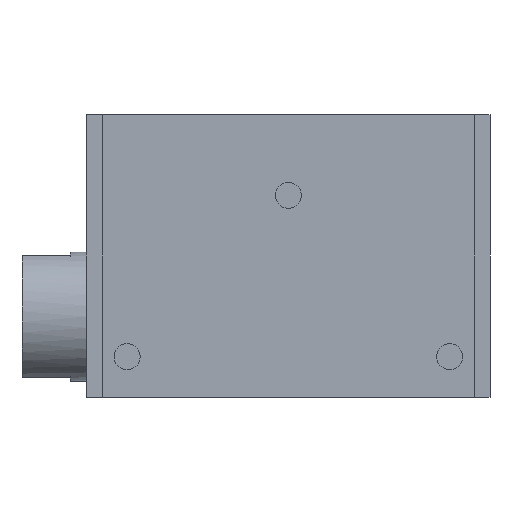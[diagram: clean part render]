
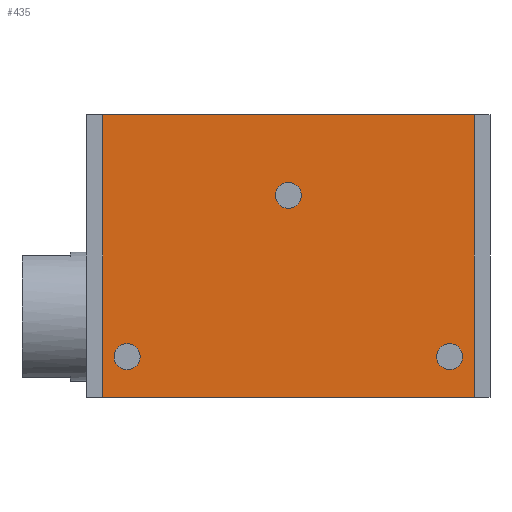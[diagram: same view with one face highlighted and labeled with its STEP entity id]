
A CAD part, front view. The second image highlights one B-rep face of the part: STEP entity #435.
In plain terms, the highlighted planar face has unit normal (0, -1, 0).
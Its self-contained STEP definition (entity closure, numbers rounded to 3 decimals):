
#2 = ORIENTED_EDGE ( 'NONE', *, *, #884, .T. ) ;
#7 = DIRECTION ( 'NONE',  ( 0., 0., -1. ) ) ;
#9 = DIRECTION ( 'NONE',  ( 0., -1., 0. ) ) ;
#29 = CIRCLE ( 'NONE', #730, 0.205 ) ;
#64 = CARTESIAN_POINT ( 'NONE',  ( -2.925, -3.075, -4.45 ) ) ;
#73 = VERTEX_POINT ( 'NONE', #925 ) ;
#85 = CARTESIAN_POINT ( 'NONE',  ( 0., -3.075, -1.475 ) ) ;
#97 = VECTOR ( 'NONE', #648, 1000. ) ;
#105 = VERTEX_POINT ( 'NONE', #751 ) ;
#133 = VECTOR ( 'NONE', #984, 1000. ) ;
#149 = ORIENTED_EDGE ( 'NONE', *, *, #482, .F. ) ;
#161 = EDGE_LOOP ( 'NONE', ( #892, #149 ) ) ;
#176 = CARTESIAN_POINT ( 'NONE',  ( 2.925, -3.075, -4.45 ) ) ;
#198 = EDGE_CURVE ( 'NONE', #277, #73, #580, .T. ) ;
#213 = FACE_BOUND ( 'NONE', #720, .T. ) ;
#277 = VERTEX_POINT ( 'NONE', #1150 ) ;
#293 = VERTEX_POINT ( 'NONE', #500 ) ;
#301 = ORIENTED_EDGE ( 'NONE', *, *, #966, .F. ) ;
#346 = VERTEX_POINT ( 'NONE', #524 ) ;
#353 = DIRECTION ( 'NONE',  ( 0., 0., -1. ) ) ;
#369 = CARTESIAN_POINT ( 'NONE',  ( -2.54, -3.075, -3.81 ) ) ;
#377 = AXIS2_PLACEMENT_3D ( 'NONE', #1091, #552, #483 ) ;
#382 = VERTEX_POINT ( 'NONE', #981 ) ;
#385 = EDGE_LOOP ( 'NONE', ( #692, #301, #2, #1096 ) ) ;
#398 = ORIENTED_EDGE ( 'NONE', *, *, #833, .F. ) ;
#401 = PLANE ( 'NONE',  #685 ) ;
#411 = DIRECTION ( 'NONE',  ( 0., 0., -1. ) ) ;
#416 = DIRECTION ( 'NONE',  ( 0., -1., 0. ) ) ;
#429 = CARTESIAN_POINT ( 'NONE',  ( 2.54, -3.075, -3.81 ) ) ;
#435 = ADVANCED_FACE ( 'NONE', ( #213, #508, #1167, #945 ), #401, .T. ) ;
#444 = VERTEX_POINT ( 'NONE', #85 ) ;
#446 = CARTESIAN_POINT ( 'NONE',  ( -2.54, -3.075, -3.605 ) ) ;
#462 = CARTESIAN_POINT ( 'NONE',  ( 0., -3.075, -1.27 ) ) ;
#482 = EDGE_CURVE ( 'NONE', #346, #293, #853, .T. ) ;
#483 = DIRECTION ( 'NONE',  ( 0., 0., -1. ) ) ;
#500 = CARTESIAN_POINT ( 'NONE',  ( 2.54, -3.075, -3.605 ) ) ;
#501 = EDGE_CURVE ( 'NONE', #293, #346, #629, .T. ) ;
#508 = FACE_BOUND ( 'NONE', #161, .T. ) ;
#521 = DIRECTION ( 'NONE',  ( 0., 0., -1. ) ) ;
#524 = CARTESIAN_POINT ( 'NONE',  ( 2.54, -3.075, -4.015 ) ) ;
#539 = VERTEX_POINT ( 'NONE', #1071 ) ;
#541 = AXIS2_PLACEMENT_3D ( 'NONE', #429, #416, #521 ) ;
#551 = VECTOR ( 'NONE', #791, 1000. ) ;
#552 = DIRECTION ( 'NONE',  ( 0., -1., 0. ) ) ;
#571 = DIRECTION ( 'NONE',  ( 0., 0., -1. ) ) ;
#580 = LINE ( 'NONE', #986, #133 ) ;
#588 = CARTESIAN_POINT ( 'NONE',  ( -2.925, -3.075, -4.45 ) ) ;
#601 = VERTEX_POINT ( 'NONE', #1172 ) ;
#610 = DIRECTION ( 'NONE',  ( 0., -1., 0. ) ) ;
#618 = DIRECTION ( 'NONE',  ( 0., -1., 0. ) ) ;
#629 = CIRCLE ( 'NONE', #959, 0.205 ) ;
#636 = VECTOR ( 'NONE', #647, 1000. ) ;
#647 = DIRECTION ( 'NONE',  ( 0., 0., 1. ) ) ;
#648 = DIRECTION ( 'NONE',  ( 1., 0., 0. ) ) ;
#679 = DIRECTION ( 'NONE',  ( 0., 0., -1. ) ) ;
#685 = AXIS2_PLACEMENT_3D ( 'NONE', #64, #914, #411 ) ;
#692 = ORIENTED_EDGE ( 'NONE', *, *, #198, .F. ) ;
#706 = DIRECTION ( 'NONE',  ( 0., -1., 0. ) ) ;
#709 = EDGE_CURVE ( 'NONE', #749, #601, #753, .T. ) ;
#713 = EDGE_CURVE ( 'NONE', #105, #73, #1127, .T. ) ;
#720 = EDGE_LOOP ( 'NONE', ( #1106, #1015 ) ) ;
#730 = AXIS2_PLACEMENT_3D ( 'NONE', #1084, #706, #571 ) ;
#749 = VERTEX_POINT ( 'NONE', #446 ) ;
#751 = CARTESIAN_POINT ( 'NONE',  ( 2.925, -3.075, -4.45 ) ) ;
#752 = AXIS2_PLACEMENT_3D ( 'NONE', #462, #9, #7 ) ;
#753 = CIRCLE ( 'NONE', #1039, 0.205 ) ;
#756 = EDGE_LOOP ( 'NONE', ( #398, #1171 ) ) ;
#791 = DIRECTION ( 'NONE',  ( 0., 0., 1. ) ) ;
#833 = EDGE_CURVE ( 'NONE', #382, #444, #1017, .T. ) ;
#835 = CARTESIAN_POINT ( 'NONE',  ( -2.925, -3.075, -4.45 ) ) ;
#842 = EDGE_CURVE ( 'NONE', #601, #749, #972, .T. ) ;
#853 = CIRCLE ( 'NONE', #541, 0.205 ) ;
#884 = EDGE_CURVE ( 'NONE', #539, #105, #990, .T. ) ;
#892 = ORIENTED_EDGE ( 'NONE', *, *, #501, .F. ) ;
#914 = DIRECTION ( 'NONE',  ( 0., -1., 0. ) ) ;
#925 = CARTESIAN_POINT ( 'NONE',  ( 2.925, -3.075, 0. ) ) ;
#945 = FACE_OUTER_BOUND ( 'NONE', #385, .T. ) ;
#959 = AXIS2_PLACEMENT_3D ( 'NONE', #968, #610, #679 ) ;
#966 = EDGE_CURVE ( 'NONE', #539, #277, #1143, .T. ) ;
#968 = CARTESIAN_POINT ( 'NONE',  ( 2.54, -3.075, -3.81 ) ) ;
#972 = CIRCLE ( 'NONE', #377, 0.205 ) ;
#981 = CARTESIAN_POINT ( 'NONE',  ( 0., -3.075, -1.065 ) ) ;
#984 = DIRECTION ( 'NONE',  ( 1., 0., 0. ) ) ;
#986 = CARTESIAN_POINT ( 'NONE',  ( -2.925, -3.075, 0. ) ) ;
#990 = LINE ( 'NONE', #835, #97 ) ;
#1015 = ORIENTED_EDGE ( 'NONE', *, *, #842, .F. ) ;
#1017 = CIRCLE ( 'NONE', #752, 0.205 ) ;
#1039 = AXIS2_PLACEMENT_3D ( 'NONE', #369, #618, #353 ) ;
#1071 = CARTESIAN_POINT ( 'NONE',  ( -2.925, -3.075, -4.45 ) ) ;
#1084 = CARTESIAN_POINT ( 'NONE',  ( 0., -3.075, -1.27 ) ) ;
#1091 = CARTESIAN_POINT ( 'NONE',  ( -2.54, -3.075, -3.81 ) ) ;
#1096 = ORIENTED_EDGE ( 'NONE', *, *, #713, .T. ) ;
#1106 = ORIENTED_EDGE ( 'NONE', *, *, #709, .F. ) ;
#1115 = EDGE_CURVE ( 'NONE', #444, #382, #29, .T. ) ;
#1127 = LINE ( 'NONE', #176, #551 ) ;
#1143 = LINE ( 'NONE', #588, #636 ) ;
#1150 = CARTESIAN_POINT ( 'NONE',  ( -2.925, -3.075, 0. ) ) ;
#1167 = FACE_BOUND ( 'NONE', #756, .T. ) ;
#1171 = ORIENTED_EDGE ( 'NONE', *, *, #1115, .F. ) ;
#1172 = CARTESIAN_POINT ( 'NONE',  ( -2.54, -3.075, -4.015 ) ) ;
